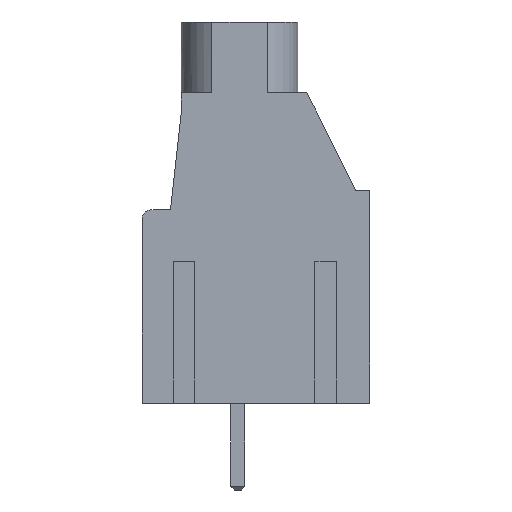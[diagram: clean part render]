
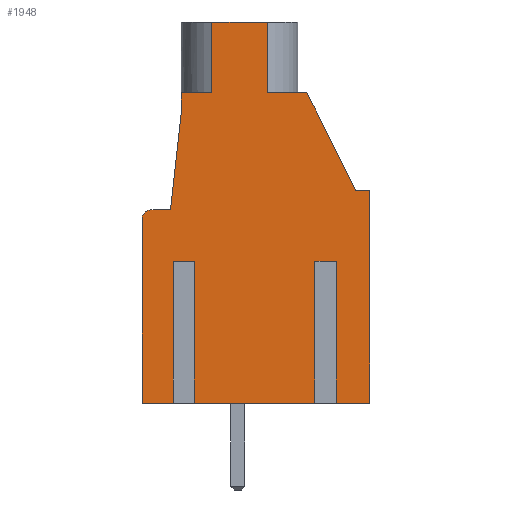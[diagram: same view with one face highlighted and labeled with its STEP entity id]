
A CAD part, left-side view. The second image highlights one B-rep face of the part: STEP entity #1948.
In plain terms, the highlighted planar face has unit normal (-1, 0, 0).
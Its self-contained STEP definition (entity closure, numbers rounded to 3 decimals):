
#64=PLANE('',#2092);
#169=FACE_OUTER_BOUND('',#279,.T.);
#279=EDGE_LOOP('',(#1430,#1431,#1432,#1433,#1434,#1435,#1436,#1437,#1438,
#1439,#1440,#1441,#1442,#1443,#1444,#1445,#1446,#1447,#1448,#1449,#1450,
#1451));
#409=LINE('',#2814,#659);
#412=LINE('',#2819,#662);
#413=LINE('',#2821,#663);
#414=LINE('',#2823,#664);
#415=LINE('',#2825,#665);
#416=LINE('',#2827,#666);
#417=LINE('',#2829,#667);
#418=LINE('',#2833,#668);
#419=LINE('',#2835,#669);
#420=LINE('',#2837,#670);
#421=LINE('',#2839,#671);
#422=LINE('',#2841,#672);
#423=LINE('',#2843,#673);
#424=LINE('',#2845,#674);
#425=LINE('',#2847,#675);
#426=LINE('',#2849,#676);
#427=LINE('',#2851,#677);
#428=LINE('',#2853,#678);
#429=LINE('',#2855,#679);
#430=LINE('',#2857,#680);
#431=LINE('',#2858,#681);
#659=VECTOR('',#2280,1000.);
#662=VECTOR('',#2285,1000.);
#663=VECTOR('',#2286,1000.);
#664=VECTOR('',#2287,1000.);
#665=VECTOR('',#2288,1000.);
#666=VECTOR('',#2289,1000.);
#667=VECTOR('',#2290,1000.);
#668=VECTOR('',#2293,1000.);
#669=VECTOR('',#2294,1000.);
#670=VECTOR('',#2295,1000.);
#671=VECTOR('',#2296,1000.);
#672=VECTOR('',#2297,1000.);
#673=VECTOR('',#2298,1000.);
#674=VECTOR('',#2299,1000.);
#675=VECTOR('',#2300,1000.);
#676=VECTOR('',#2301,1000.);
#677=VECTOR('',#2302,1000.);
#678=VECTOR('',#2303,1000.);
#679=VECTOR('',#2304,1000.);
#680=VECTOR('',#2305,1000.);
#681=VECTOR('',#2306,1000.);
#910=CIRCLE('',#2093,0.5);
#954=VERTEX_POINT('',#2811);
#955=VERTEX_POINT('',#2813);
#956=VERTEX_POINT('',#2818);
#957=VERTEX_POINT('',#2820);
#958=VERTEX_POINT('',#2822);
#959=VERTEX_POINT('',#2824);
#960=VERTEX_POINT('',#2826);
#961=VERTEX_POINT('',#2828);
#962=VERTEX_POINT('',#2830);
#963=VERTEX_POINT('',#2832);
#964=VERTEX_POINT('',#2834);
#965=VERTEX_POINT('',#2836);
#966=VERTEX_POINT('',#2838);
#967=VERTEX_POINT('',#2840);
#968=VERTEX_POINT('',#2842);
#969=VERTEX_POINT('',#2844);
#970=VERTEX_POINT('',#2846);
#971=VERTEX_POINT('',#2848);
#972=VERTEX_POINT('',#2850);
#973=VERTEX_POINT('',#2852);
#974=VERTEX_POINT('',#2854);
#975=VERTEX_POINT('',#2856);
#1141=EDGE_CURVE('',#954,#955,#409,.T.);
#1144=EDGE_CURVE('',#956,#955,#412,.T.);
#1145=EDGE_CURVE('',#957,#954,#413,.T.);
#1146=EDGE_CURVE('',#958,#957,#414,.T.);
#1147=EDGE_CURVE('',#959,#958,#415,.T.);
#1148=EDGE_CURVE('',#960,#959,#416,.T.);
#1149=EDGE_CURVE('',#961,#960,#417,.T.);
#1150=EDGE_CURVE('',#962,#961,#910,.T.);
#1151=EDGE_CURVE('',#963,#962,#418,.T.);
#1152=EDGE_CURVE('',#964,#963,#419,.T.);
#1153=EDGE_CURVE('',#965,#964,#420,.T.);
#1154=EDGE_CURVE('',#965,#966,#421,.T.);
#1155=EDGE_CURVE('',#966,#967,#422,.T.);
#1156=EDGE_CURVE('',#968,#967,#423,.T.);
#1157=EDGE_CURVE('',#969,#968,#424,.T.);
#1158=EDGE_CURVE('',#969,#970,#425,.T.);
#1159=EDGE_CURVE('',#970,#971,#426,.T.);
#1160=EDGE_CURVE('',#972,#971,#427,.T.);
#1161=EDGE_CURVE('',#973,#972,#428,.T.);
#1162=EDGE_CURVE('',#974,#973,#429,.T.);
#1163=EDGE_CURVE('',#975,#974,#430,.T.);
#1164=EDGE_CURVE('',#956,#975,#431,.T.);
#1430=ORIENTED_EDGE('',*,*,#1144,.T.);
#1431=ORIENTED_EDGE('',*,*,#1141,.F.);
#1432=ORIENTED_EDGE('',*,*,#1145,.F.);
#1433=ORIENTED_EDGE('',*,*,#1146,.F.);
#1434=ORIENTED_EDGE('',*,*,#1147,.F.);
#1435=ORIENTED_EDGE('',*,*,#1148,.F.);
#1436=ORIENTED_EDGE('',*,*,#1149,.F.);
#1437=ORIENTED_EDGE('',*,*,#1150,.F.);
#1438=ORIENTED_EDGE('',*,*,#1151,.F.);
#1439=ORIENTED_EDGE('',*,*,#1152,.F.);
#1440=ORIENTED_EDGE('',*,*,#1153,.F.);
#1441=ORIENTED_EDGE('',*,*,#1154,.T.);
#1442=ORIENTED_EDGE('',*,*,#1155,.T.);
#1443=ORIENTED_EDGE('',*,*,#1156,.F.);
#1444=ORIENTED_EDGE('',*,*,#1157,.F.);
#1445=ORIENTED_EDGE('',*,*,#1158,.T.);
#1446=ORIENTED_EDGE('',*,*,#1159,.T.);
#1447=ORIENTED_EDGE('',*,*,#1160,.F.);
#1448=ORIENTED_EDGE('',*,*,#1161,.F.);
#1449=ORIENTED_EDGE('',*,*,#1162,.F.);
#1450=ORIENTED_EDGE('',*,*,#1163,.F.);
#1451=ORIENTED_EDGE('',*,*,#1164,.F.);
#1948=ADVANCED_FACE('',(#169),#64,.F.);
#2092=AXIS2_PLACEMENT_3D('',#2817,#2283,#2284);
#2093=AXIS2_PLACEMENT_3D('',#2831,#2291,#2292);
#2280=DIRECTION('',(0.,-1.,0.));
#2283=DIRECTION('center_axis',(1.,0.,0.));
#2284=DIRECTION('ref_axis',(0.,1.,0.));
#2285=DIRECTION('',(0.,0.,1.));
#2286=DIRECTION('',(0.,0.,1.));
#2287=DIRECTION('',(0.,-1.,0.));
#2288=DIRECTION('',(0.,0.,1.));
#2289=DIRECTION('',(0.,-0.11,0.994));
#2290=DIRECTION('',(0.,-1.,0.));
#2291=DIRECTION('center_axis',(1.,0.,0.));
#2292=DIRECTION('ref_axis',(0.,1.,0.));
#2293=DIRECTION('',(0.,0.,1.));
#2294=DIRECTION('',(0.,1.,0.));
#2295=DIRECTION('',(0.,0.,-1.));
#2296=DIRECTION('',(0.,-1.,0.));
#2297=DIRECTION('',(0.,0.,-1.));
#2298=DIRECTION('',(0.,1.,0.));
#2299=DIRECTION('',(0.,0.,-1.));
#2300=DIRECTION('',(0.,-1.,0.));
#2301=DIRECTION('',(0.,0.,-1.));
#2302=DIRECTION('',(0.,1.,0.));
#2303=DIRECTION('',(0.,0.,-1.));
#2304=DIRECTION('',(0.,-1.,0.));
#2305=DIRECTION('',(0.,-0.447,-0.894));
#2306=DIRECTION('',(0.,-1.,0.));
#2811=CARTESIAN_POINT('',(-3.81,1.467,21.5));
#2813=CARTESIAN_POINT('',(-3.81,-1.667,21.5));
#2814=CARTESIAN_POINT('',(-3.81,3.2,21.5));
#2817=CARTESIAN_POINT('Origin',(-3.81,4.9,10.4));
#2818=CARTESIAN_POINT('',(-3.81,-1.667,17.5));
#2819=CARTESIAN_POINT('',(-3.81,-1.667,17.5));
#2820=CARTESIAN_POINT('',(-3.81,1.467,17.5));
#2821=CARTESIAN_POINT('',(-3.81,1.467,17.5));
#2822=CARTESIAN_POINT('',(-3.81,3.2,17.5));
#2823=CARTESIAN_POINT('',(-3.81,13.745,17.5));
#2824=CARTESIAN_POINT('',(-3.81,3.2,16.3));
#2825=CARTESIAN_POINT('',(-3.81,3.2,16.3));
#2826=CARTESIAN_POINT('',(-3.81,3.798,10.9));
#2827=CARTESIAN_POINT('',(-3.81,3.798,10.9));
#2828=CARTESIAN_POINT('',(-3.81,4.9,10.9));
#2829=CARTESIAN_POINT('',(-3.81,4.9,10.9));
#2830=CARTESIAN_POINT('',(-3.81,5.4,10.4));
#2831=CARTESIAN_POINT('Origin',(-3.81,4.9,10.4));
#2832=CARTESIAN_POINT('',(-3.81,5.4,0.));
#2833=CARTESIAN_POINT('',(-3.81,5.4,0.));
#2834=CARTESIAN_POINT('',(-3.81,3.55,0.));
#2835=CARTESIAN_POINT('',(-3.81,-7.45,0.));
#2836=CARTESIAN_POINT('',(-3.81,3.55,8.));
#2837=CARTESIAN_POINT('',(-3.81,3.55,8.));
#2838=CARTESIAN_POINT('',(-3.81,2.55,8.));
#2839=CARTESIAN_POINT('',(-3.81,2.55,8.));
#2840=CARTESIAN_POINT('',(-3.81,2.55,0.));
#2841=CARTESIAN_POINT('',(-3.81,2.55,8.));
#2842=CARTESIAN_POINT('',(-3.81,-4.45,0.));
#2843=CARTESIAN_POINT('',(-3.81,-7.45,0.));
#2844=CARTESIAN_POINT('',(-3.81,-4.45,8.));
#2845=CARTESIAN_POINT('',(-3.81,-4.45,8.));
#2846=CARTESIAN_POINT('',(-3.81,-5.45,8.));
#2847=CARTESIAN_POINT('',(-3.81,-5.45,8.));
#2848=CARTESIAN_POINT('',(-3.81,-5.45,0.));
#2849=CARTESIAN_POINT('',(-3.81,-5.45,8.));
#2850=CARTESIAN_POINT('',(-3.81,-7.45,0.));
#2851=CARTESIAN_POINT('',(-3.81,-7.45,0.));
#2852=CARTESIAN_POINT('',(-3.81,-7.45,12.));
#2853=CARTESIAN_POINT('',(-3.81,-7.45,12.));
#2854=CARTESIAN_POINT('',(-3.81,-6.65,12.));
#2855=CARTESIAN_POINT('',(-3.81,-6.65,12.));
#2856=CARTESIAN_POINT('',(-3.81,-3.9,17.5));
#2857=CARTESIAN_POINT('',(-3.81,-3.9,17.5));
#2858=CARTESIAN_POINT('',(-3.81,13.745,17.5));
